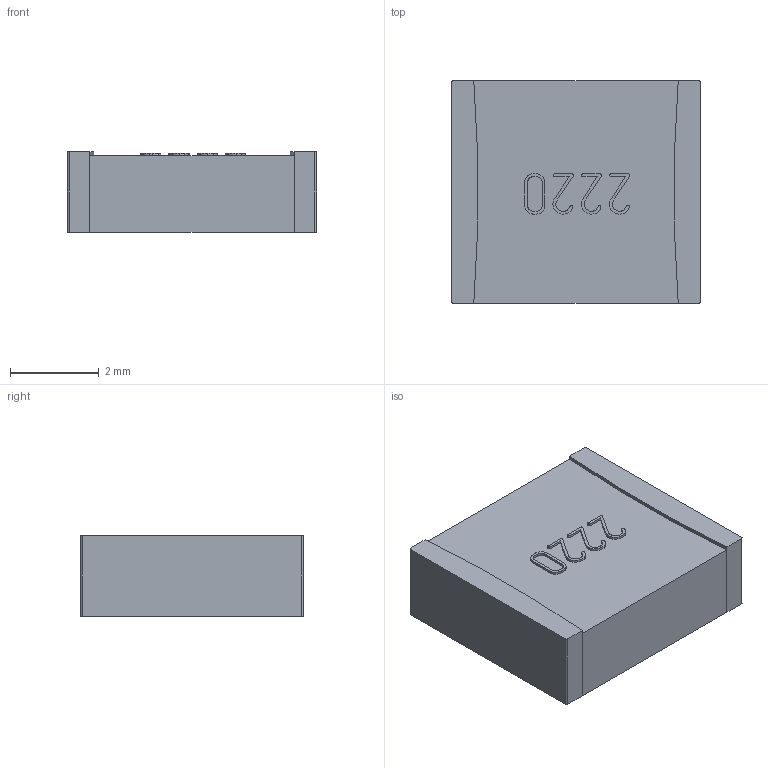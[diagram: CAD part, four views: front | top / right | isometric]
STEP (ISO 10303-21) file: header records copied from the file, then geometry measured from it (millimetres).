
FILE_DESCRIPTION(('STEP AP214'), '1');
FILE_NAME('smd2220c', '', ('UNSPECIFIED'), ('UNSPECIFIED'), 'C3D Converter', 'C3D Toolkit', '');
FILE_SCHEMA(('AUTOMOTIVE_DESIGN { 1 0 10303 214 3 1 1}'));
Length unit declared in the file: millimetre
Bounding box: 5.6 x 5 x 1.8 mm (x, y, z)
Volume: 48.6 mm3; surface area: 129.3 mm2
Topology: 3 solids, 3 shells, 141 faces, 390 edges, 260 vertices
Faces by surface type: extrusion 85, plane 48, cylinder 8
Entity records: 5642 total; most frequent: CARTESIAN_POINT 1302, ORIENTED_EDGE 780, DIRECTION 435, EDGE_CURVE 390, VECTOR 289, VERTEX_POINT 260, B_SPLINE_CURVE_WITH_KNOTS 255, LINE 204
